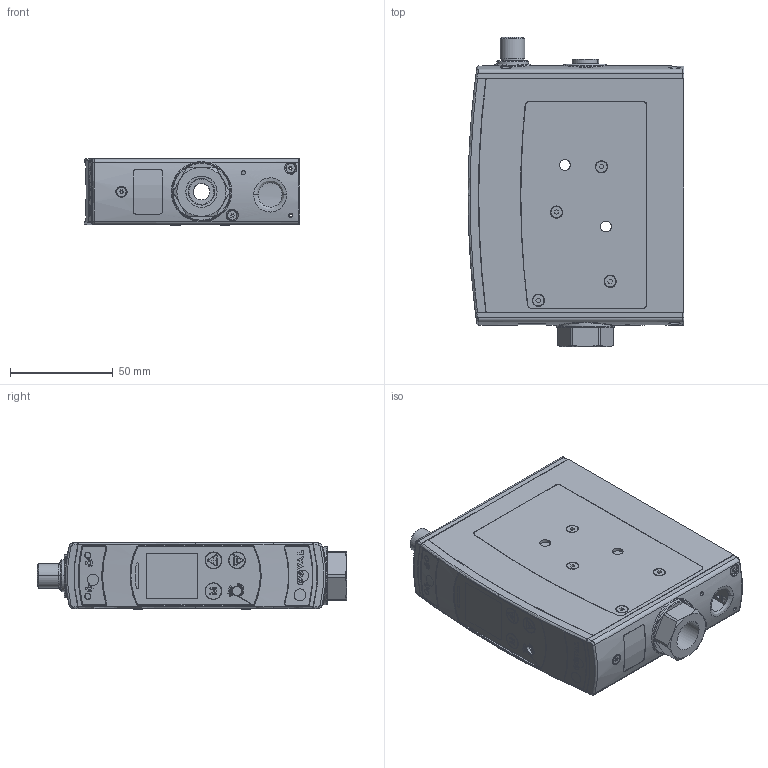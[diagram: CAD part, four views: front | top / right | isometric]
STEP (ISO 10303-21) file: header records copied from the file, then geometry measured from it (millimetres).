
FILE_DESCRIPTION(('STEP AP214'),'1');
FILE_NAME('COVAL_LEM60X25RVAC15PG1.stp','2017-12-27T15:34:39',('TraceParts'),('TraceParts S.A.'),'Spatial InterOp 3D',' ',' ');
FILE_SCHEMA(('automotive_design'));
Length unit declared in the file: millimetre
Products named in the file (35): COVAL_LEM60X25RVAC15PG1_1; COVAL_LEM60X25RVAC15PG1_2; COVAL_LEM60X25RVAC15PG1_3; COVAL_LEM60X25RVAC15PG1_4; COVAL_LEM60X25RVAC15PG1_5; COVAL_LEM60X25RVAC15PG1_6; COVAL_LEM60X25RVAC15PG1_7; COVAL_LEM60X25RVAC15PG1_8; COVAL_LEM60X25RVAC15PG1_9; COVAL_LEM60X25RVAC15PG1_10; COVAL_LEM60X25RVAC15PG1_11; COVAL_LEM60X25RVAC15PG1_12; COVAL_LEM60X25RVAC15PG1_13; COVAL_LEM60X25RVAC15PG1_14; COVAL_LEM60X25RVAC15PG1_15; COVAL_LEM60X25RVAC15PG1_16; COVAL_LEM60X25RVAC15PG1_17; COVAL_LEM60X25RVAC15PG1_18; COVAL_LEM60X25RVAC15PG1_19; COVAL_LEM60X25RVAC15PG1_20; COVAL_LEM60X25RVAC15PG1_21; COVAL_LEM60X25RVAC15PG1_22; COVAL_LEM60X25RVAC15PG1_23; COVAL_LEM60X25RVAC15PG1_24; COVAL_LEM60X25RVAC15PG1_25; COVAL_LEM60X25RVAC15PG1_26; COVAL_LEM60X25RVAC15PG1_27; COVAL_LEM60X25RVAC15PG1_28; COVAL_LEM60X25RVAC15PG1_29; COVAL_LEM60X25RVAC15PG1_30; COVAL_LEM60X25RVAC15PG1_31; COVAL_LEM60X25RVAC15PG1_32; COVAL_LEM60X25RVAC15PG1_33; COVAL_LEM60X25RVAC15PG1_34; COVAL_LEM60X25RVAC15PG1_35
Bounding box: 105.2 x 150.71 x 32.25 mm (x, y, z)
Volume: 63969.5 mm3; surface area: 93287.6 mm2
Topology: 35 solids, 36 shells, 1414 faces, 3734 edges, 2469 vertices
Faces by surface type: cylinder 597, plane 532, cone 113, bspline 106, torus 66
Entity records: 60338 total; most frequent: CARTESIAN_POINT 25359, ORIENTED_EDGE 7468, DIRECTION 6840, EDGE_CURVE 3734, AXIS2_PLACEMENT_3D 2530, VERTEX_POINT 2469, LINE 1780, VECTOR 1780
